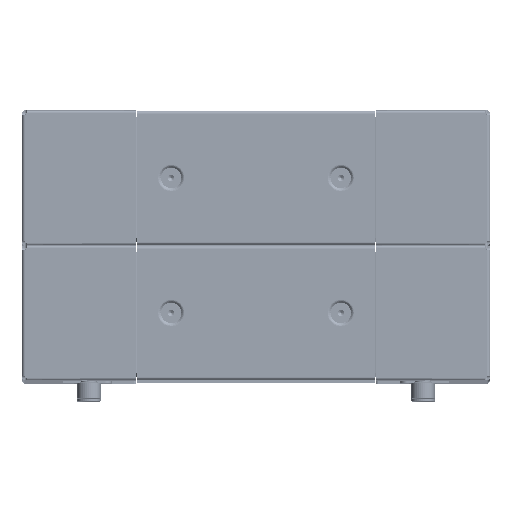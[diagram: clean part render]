
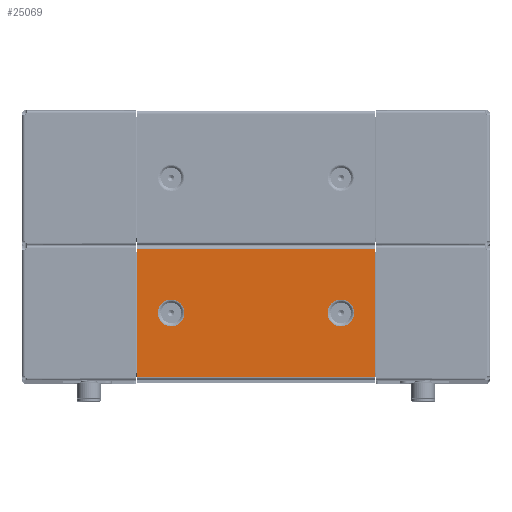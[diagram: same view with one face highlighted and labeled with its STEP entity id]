
A CAD part, top view. The second image highlights one B-rep face of the part: STEP entity #25069.
In plain terms, the highlighted face is planar.
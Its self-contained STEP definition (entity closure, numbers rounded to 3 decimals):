
#1460 = CARTESIAN_POINT ( 'NONE',  ( 89., 48., 0. ) ) ;
#1466 = DIRECTION ( 'NONE',  ( 0., 1., 0. ) ) ;
#4211 = EDGE_CURVE ( 'NONE', #20494, #20497, #27226, .T. ) ;
#4233 = EDGE_CURVE ( 'NONE', #20661, #20976, #27217, .T. ) ;
#4234 = EDGE_CURVE ( 'NONE', #20512, #20662, #27274, .T. ) ;
#4235 = EDGE_CURVE ( 'NONE', #20661, #20662, #9990, .T. ) ;
#4253 = EDGE_CURVE ( 'NONE', #20955, #20951, #10071, .T. ) ;
#4471 = EDGE_CURVE ( 'NONE', #20951, #20955, #8281, .T. ) ;
#4511 = EDGE_CURVE ( 'NONE', #20497, #20494, #8242, .T. ) ;
#4886 = EDGE_CURVE ( 'NONE', #20512, #20976, #7926, .T. ) ;
#7925 = VECTOR ( 'NONE', #1466, 1000. ) ;
#7926 = LINE ( 'NONE', #1460, #7925 ) ;
#8242 = CIRCLE ( 'NONE', #11848, 10. ) ;
#8281 = CIRCLE ( 'NONE', #11862, 10. ) ;
#9795 = VECTOR ( 'NONE', #23322, 1000. ) ;
#9910 = FACE_BOUND ( 'NONE', #19212, .T. ) ;
#9990 = LINE ( 'NONE', #23314, #9795 ) ;
#10071 = CIRCLE ( 'NONE', #11910, 10. ) ;
#10087 = FACE_BOUND ( 'NONE', #19022, .T. ) ;
#10091 = FACE_OUTER_BOUND ( 'NONE', #19025, .T. ) ;
#11848 = AXIS2_PLACEMENT_3D ( 'NONE', #22645, #22779, #22782 ) ;
#11862 = AXIS2_PLACEMENT_3D ( 'NONE', #22405, #22714, #22709 ) ;
#11910 = AXIS2_PLACEMENT_3D ( 'NONE', #23130, #22328, #22789 ) ;
#11919 = AXIS2_PLACEMENT_3D ( 'NONE', #22842, #23231, #23272 ) ;
#16881 = ORIENTED_EDGE ( 'NONE', *, *, #4471, .T. ) ;
#16882 = ORIENTED_EDGE ( 'NONE', *, *, #4253, .T. ) ;
#16883 = ORIENTED_EDGE ( 'NONE', *, *, #4234, .T. ) ;
#16884 = ORIENTED_EDGE ( 'NONE', *, *, #4235, .F. ) ;
#16885 = ORIENTED_EDGE ( 'NONE', *, *, #4233, .T. ) ;
#16886 = ORIENTED_EDGE ( 'NONE', *, *, #4886, .F. ) ;
#16887 = ORIENTED_EDGE ( 'NONE', *, *, #4211, .F. ) ;
#16888 = ORIENTED_EDGE ( 'NONE', *, *, #4511, .F. ) ;
#19022 = EDGE_LOOP ( 'NONE', ( #16887, #16888 ) ) ;
#19025 = EDGE_LOOP ( 'NONE', ( #16883, #16884, #16885, #16886 ) ) ;
#19212 = EDGE_LOOP ( 'NONE', ( #16881, #16882 ) ) ;
#19618 = DIRECTION ( 'NONE',  ( 1., 0., 0. ) ) ;
#19661 = PLANE ( 'NONE',  #29596 ) ;
#19701 = DIRECTION ( 'NONE',  ( 0., 0., 1. ) ) ;
#20236 = CARTESIAN_POINT ( 'NONE',  ( -89., -48., 0. ) ) ;
#20494 = VERTEX_POINT ( 'NONE', #26817 ) ;
#20497 = VERTEX_POINT ( 'NONE', #26250 ) ;
#20512 = VERTEX_POINT ( 'NONE', #26114 ) ;
#20661 = VERTEX_POINT ( 'NONE', #25942 ) ;
#20662 = VERTEX_POINT ( 'NONE', #25948 ) ;
#20951 = VERTEX_POINT ( 'NONE', #26506 ) ;
#20955 = VERTEX_POINT ( 'NONE', #26509 ) ;
#20976 = VERTEX_POINT ( 'NONE', #26541 ) ;
#22123 = DIRECTION ( 'NONE',  ( 1., 0., 0. ) ) ;
#22328 = DIRECTION ( 'NONE',  ( 0., 0., 1. ) ) ;
#22405 = CARTESIAN_POINT ( 'NONE',  ( -63.5, 0., 0. ) ) ;
#22495 = CARTESIAN_POINT ( 'NONE',  ( -89., 47.9, 0. ) ) ;
#22645 = CARTESIAN_POINT ( 'NONE',  ( 63.5, 0., 0. ) ) ;
#22709 = DIRECTION ( 'NONE',  ( 1., 0., 0. ) ) ;
#22714 = DIRECTION ( 'NONE',  ( 0., 0., 1. ) ) ;
#22767 = CARTESIAN_POINT ( 'NONE',  ( 89., -47.9, 0. ) ) ;
#22779 = DIRECTION ( 'NONE',  ( 0., 0., -1. ) ) ;
#22782 = DIRECTION ( 'NONE',  ( -1., 0., 0. ) ) ;
#22789 = DIRECTION ( 'NONE',  ( 1., 0., 0. ) ) ;
#22842 = CARTESIAN_POINT ( 'NONE',  ( 63.5, 0., 0. ) ) ;
#23130 = CARTESIAN_POINT ( 'NONE',  ( -63.5, 0., 0. ) ) ;
#23231 = DIRECTION ( 'NONE',  ( 0., 0., -1. ) ) ;
#23247 = DIRECTION ( 'NONE',  ( -1., 0., 0. ) ) ;
#23272 = DIRECTION ( 'NONE',  ( -1., 0., 0. ) ) ;
#23314 = CARTESIAN_POINT ( 'NONE',  ( -89., 48., 0. ) ) ;
#23322 = DIRECTION ( 'NONE',  ( 0., -1., 0. ) ) ;
#25069 = ADVANCED_FACE ( 'NONE', ( #9910, #10091, #10087 ), #19661, .F. ) ;
#25942 = CARTESIAN_POINT ( 'NONE',  ( -89., 47.9, 0. ) ) ;
#25948 = CARTESIAN_POINT ( 'NONE',  ( -89., -47.9, 0. ) ) ;
#26114 = CARTESIAN_POINT ( 'NONE',  ( 89., -47.9, 0. ) ) ;
#26250 = CARTESIAN_POINT ( 'NONE',  ( 73.5, 0., 0. ) ) ;
#26506 = CARTESIAN_POINT ( 'NONE',  ( -53.5, 0., 0. ) ) ;
#26509 = CARTESIAN_POINT ( 'NONE',  ( -73.5, 0., 0. ) ) ;
#26541 = CARTESIAN_POINT ( 'NONE',  ( 89., 47.9, 0. ) ) ;
#26817 = CARTESIAN_POINT ( 'NONE',  ( 53.5, 0., 0. ) ) ;
#27206 = VECTOR ( 'NONE', #22123, 1000. ) ;
#27217 = LINE ( 'NONE', #22495, #27206 ) ;
#27226 = CIRCLE ( 'NONE', #11919, 10. ) ;
#27244 = VECTOR ( 'NONE', #23247, 1000. ) ;
#27274 = LINE ( 'NONE', #22767, #27244 ) ;
#29596 = AXIS2_PLACEMENT_3D ( 'NONE', #20236, #19701, #19618 ) ;
